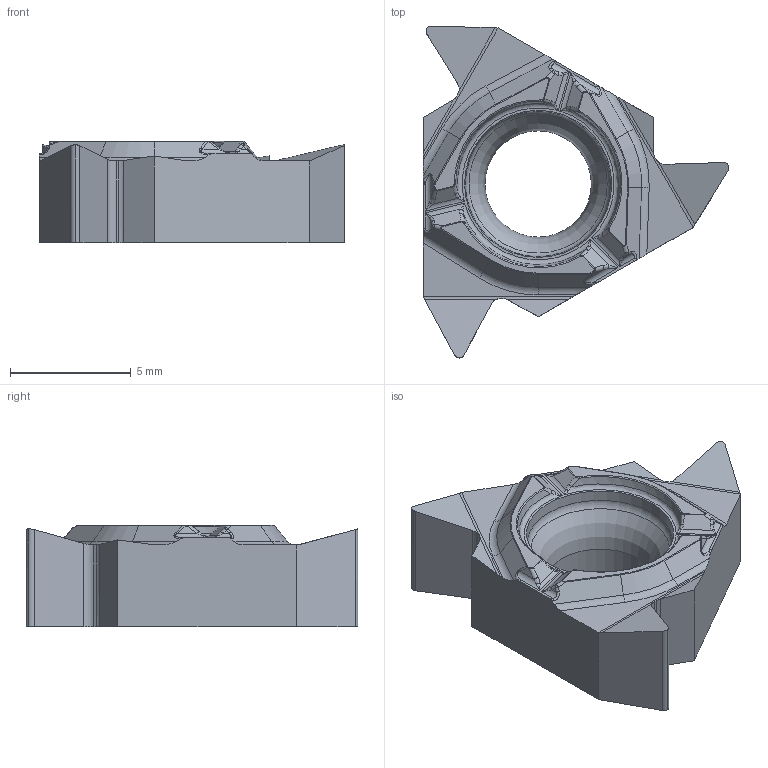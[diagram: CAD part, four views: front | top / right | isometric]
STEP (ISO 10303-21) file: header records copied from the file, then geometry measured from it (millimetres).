
FILE_DESCRIPTION(/* description */ (''),/* implementation_level */ '2;1');
FILE_NAME(/* name */ '1580972461136.stp',/* time_stamp */ '2020-02-06T12:31:10+05:00',/* author */ (''),/* organization */ ('SMS'),/* preprocessor_version */ 'ST-DEVELOPER v16.7',/* originating_system */ 'SIEMENS PLM Software NX 12.0',/* authorisation */ '');
FILE_SCHEMA (('AUTOMOTIVE_DESIGN { 1 0 10303 214 3 1 1 1 }'));
Length unit declared in the file: millimetre
Products named in the file (1): 202490115mod000_00
Bounding box: 12.66 x 13.73 x 4.2 mm (x, y, z)
Volume: 300.9 mm3; surface area: 397.7 mm2
Topology: 1 solids, 1 shells, 195 faces, 480 edges, 289 vertices
Faces by surface type: cylinder 70, bspline 51, plane 50, torus 14, cone 7, sphere 3
Full cylindrical faces by diameter (mm): 4.4 x1
Entity records: 6786 total; most frequent: CARTESIAN_POINT 2340, ORIENTED_EDGE 946, DIRECTION 913, EDGE_CURVE 473, AXIS2_PLACEMENT_3D 353, VERTEX_POINT 284, LINE 207, VECTOR 207
